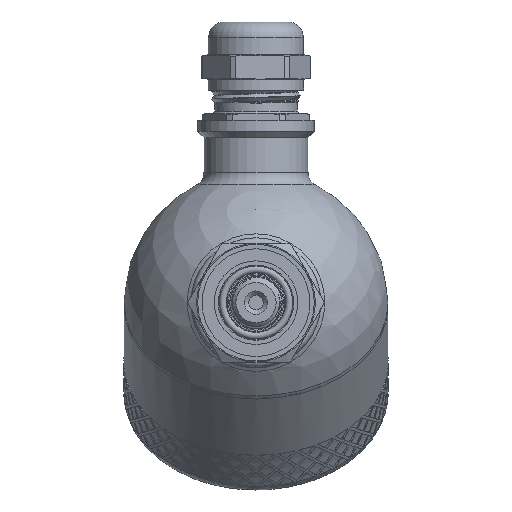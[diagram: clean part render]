
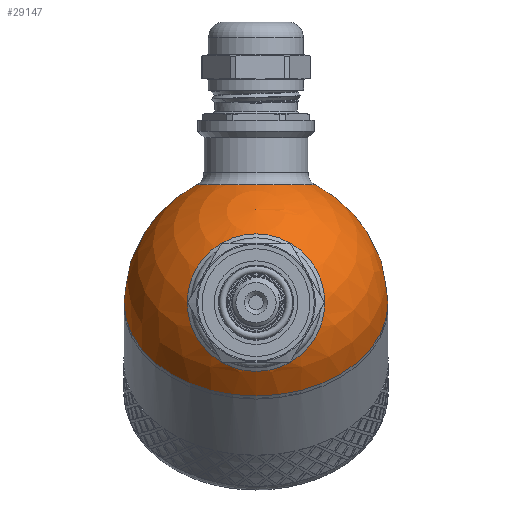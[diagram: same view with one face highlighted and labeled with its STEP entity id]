
A CAD part, left-side view. The second image highlights one B-rep face of the part: STEP entity #29147.
In plain terms, the highlighted spherical face has radius 30 mm.
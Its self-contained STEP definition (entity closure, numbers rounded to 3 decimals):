
#145=SPHERICAL_SURFACE('',#30977,30.);
#1370=FACE_BOUND('',#4540,.T.);
#1371=FACE_BOUND('',#4541,.T.);
#2673=FACE_OUTER_BOUND('',#4539,.T.);
#4539=EDGE_LOOP('',(#21367,#21368,#21369,#21370));
#4540=EDGE_LOOP('',(#21371));
#4541=EDGE_LOOP('',(#21372));
#6293=CIRCLE('',#30900,30.);
#6294=CIRCLE('',#30901,30.);
#6321=CIRCLE('',#30973,13.5);
#6324=CIRCLE('',#30978,30.);
#6325=CIRCLE('',#30979,15.643);
#11775=VERTEX_POINT('',#39330);
#11776=VERTEX_POINT('',#39332);
#12303=VERTEX_POINT('',#46096);
#12305=VERTEX_POINT('',#46103);
#12306=VERTEX_POINT('',#46105);
#14918=EDGE_CURVE('',#11775,#11776,#6293,.T.);
#14919=EDGE_CURVE('',#11776,#11775,#6294,.T.);
#15712=EDGE_CURVE('',#12303,#12303,#6321,.T.);
#15715=EDGE_CURVE('',#11776,#12305,#6324,.T.);
#15716=EDGE_CURVE('',#12306,#12306,#6325,.T.);
#21367=ORIENTED_EDGE('',*,*,#14919,.F.);
#21368=ORIENTED_EDGE('',*,*,#15715,.T.);
#21369=ORIENTED_EDGE('',*,*,#15715,.F.);
#21370=ORIENTED_EDGE('',*,*,#14918,.F.);
#21371=ORIENTED_EDGE('',*,*,#15716,.F.);
#21372=ORIENTED_EDGE('',*,*,#15712,.F.);
#29147=ADVANCED_FACE('',(#2673,#1370,#1371),#145,.T.);
#30900=AXIS2_PLACEMENT_3D('',#39333,#32582,#32583);
#30901=AXIS2_PLACEMENT_3D('',#39334,#32584,#32585);
#30973=AXIS2_PLACEMENT_3D('',#46097,#33006,#33007);
#30977=AXIS2_PLACEMENT_3D('',#46102,#33014,#33015);
#30978=AXIS2_PLACEMENT_3D('',#46104,#33016,#33017);
#30979=AXIS2_PLACEMENT_3D('',#46106,#33018,#33019);
#32582=DIRECTION('center_axis',(1.,0.,0.));
#32583=DIRECTION('ref_axis',(0.,1.,0.));
#32584=DIRECTION('center_axis',(1.,0.,0.));
#32585=DIRECTION('ref_axis',(0.,1.,0.));
#33006=DIRECTION('center_axis',(-0.707,0.,-0.707));
#33007=DIRECTION('ref_axis',(-0.707,0.,0.707));
#33014=DIRECTION('center_axis',(1.,0.,0.));
#33015=DIRECTION('ref_axis',(0.,-1.,0.));
#33016=DIRECTION('center_axis',(0.,0.,1.));
#33017=DIRECTION('ref_axis',(0.,1.,0.));
#33018=DIRECTION('center_axis',(-0.707,0.,0.707));
#33019=DIRECTION('ref_axis',(0.707,0.,0.707));
#39330=CARTESIAN_POINT('',(0.,-30.,0.));
#39332=CARTESIAN_POINT('',(0.,30.,0.));
#39333=CARTESIAN_POINT('Origin',(0.,0.,0.));
#39334=CARTESIAN_POINT('Origin',(0.,0.,0.));
#46096=CARTESIAN_POINT('',(-9.398,0.,-28.49));
#46097=CARTESIAN_POINT('Origin',(-18.944,0.,-18.944));
#46102=CARTESIAN_POINT('Origin',(0.,0.,0.));
#46103=CARTESIAN_POINT('',(-30.,0.,0.));
#46104=CARTESIAN_POINT('Origin',(0.,0.,0.));
#46105=CARTESIAN_POINT('',(-29.162,0.,7.04));
#46106=CARTESIAN_POINT('Origin',(-18.101,0.,18.101));
